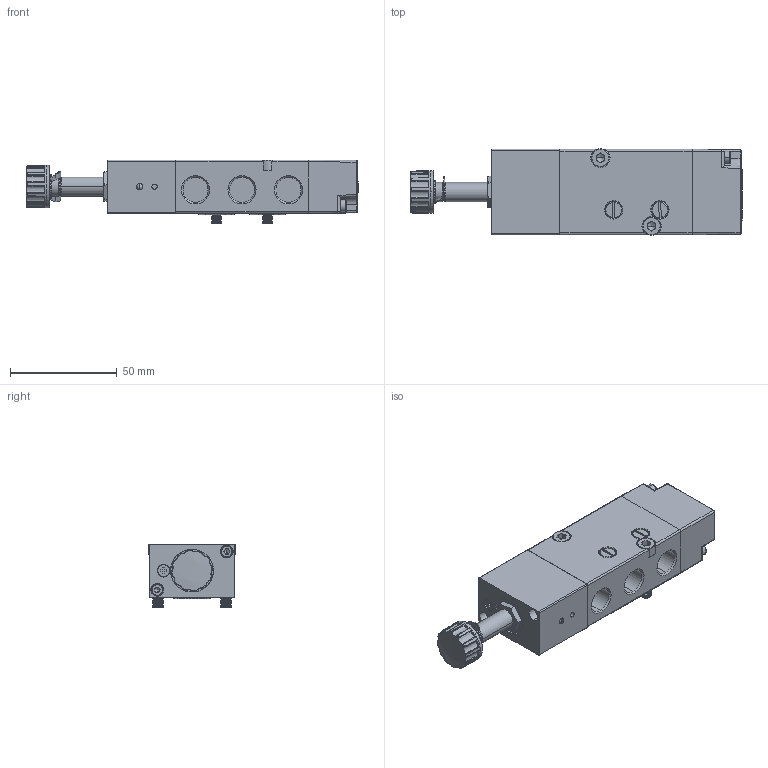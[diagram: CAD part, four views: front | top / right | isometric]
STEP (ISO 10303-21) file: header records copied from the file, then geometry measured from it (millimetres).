
FILE_DESCRIPTION (( 'STEP AP214' ), '1' );
FILE_NAME ('01_177_4.STEP', '2016-01-27T14:06:48', ( '' ), ( '' ), 'SwSTEP 2.0', 'SolidWorks 2016', '' );
FILE_SCHEMA (( 'AUTOMOTIVE_DESIGN' ));
Length unit declared in the file: millimetre
Products named in the file (1): 01_177_4
Bounding box: 155.69 x 40.5 x 30 mm (x, y, z)
Volume: 113125.2 mm3; surface area: 32260.6 mm2
Topology: 13 solids, 13 shells, 2062 faces, 5160 edges, 3147 vertices
Faces by surface type: cone 821, plane 640, cylinder 489, torus 77, bspline 31, sphere 4
Entity records: 69007 total; most frequent: CARTESIAN_POINT 15223, DIRECTION 10471, ORIENTED_EDGE 10282, EDGE_CURVE 5141, AXIS2_PLACEMENT_3D 3860, VERTEX_POINT 3144, LINE 2751, VECTOR 2751
